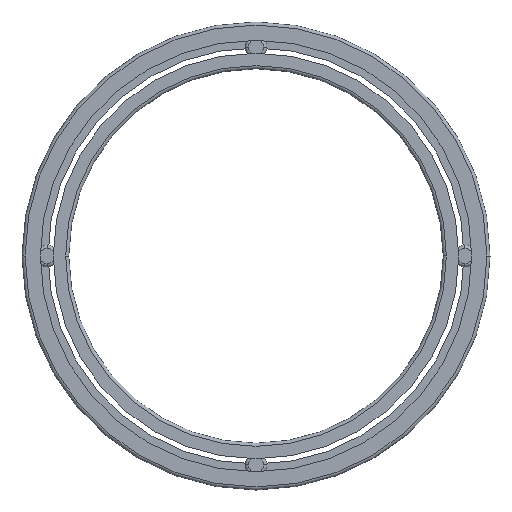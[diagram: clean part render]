
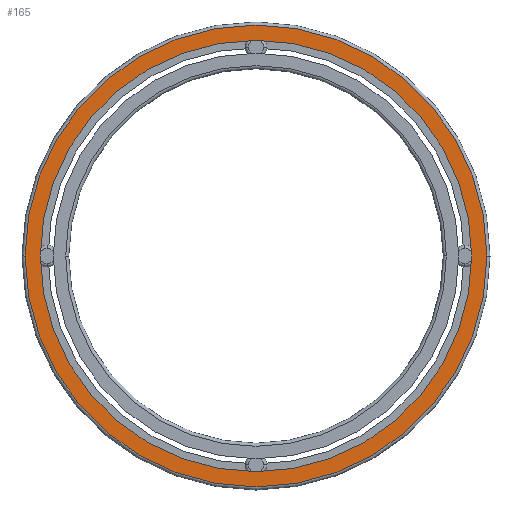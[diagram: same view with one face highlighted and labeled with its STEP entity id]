
A CAD part, left-side view. The second image highlights one B-rep face of the part: STEP entity #165.
In plain terms, the highlighted planar face has unit normal (-1, 0, 0).
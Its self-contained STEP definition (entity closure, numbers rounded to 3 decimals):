
#165=ADVANCED_FACE('',(#390,#391),#392,.T.);
#390=FACE_OUTER_BOUND('',#687,.T.);
#391=FACE_BOUND('',#688,.T.);
#392=PLANE('',#689);
#687=EDGE_LOOP('',(#1072,#1073));
#688=EDGE_LOOP('',(#1074,#1075));
#689=AXIS2_PLACEMENT_3D('',#1076,#1077,#1078);
#1072=ORIENTED_EDGE('',*,*,#1682,.T.);
#1073=ORIENTED_EDGE('',*,*,#1622,.T.);
#1074=ORIENTED_EDGE('',*,*,#1660,.F.);
#1075=ORIENTED_EDGE('',*,*,#1658,.F.);
#1076=CARTESIAN_POINT('',(0.0,0.,143.125));
#1077=DIRECTION('',(-1.0,0.0,0.0));
#1078=DIRECTION('',(0.0,0.0,1.0));
#1622=EDGE_CURVE('',#1901,#1907,#1909,.T.);
#1658=EDGE_CURVE('',#1968,#1964,#1970,.T.);
#1660=EDGE_CURVE('',#1964,#1968,#1972,.T.);
#1682=EDGE_CURVE('',#1907,#1901,#1994,.T.);
#1901=VERTEX_POINT('',#2306);
#1907=VERTEX_POINT('',#2312);
#1909=CIRCLE('',#2314,148.0);
#1964=VERTEX_POINT('',#2377);
#1968=VERTEX_POINT('',#2382);
#1970=CIRCLE('',#2385,138.25);
#1972=CIRCLE('',#2387,138.25);
#1994=CIRCLE('',#2409,148.0);
#2306=CARTESIAN_POINT('',(0.0,-148.0,0.));
#2312=CARTESIAN_POINT('',(0.0,148.0,0.));
#2314=AXIS2_PLACEMENT_3D('',#2757,#2758,#2759);
#2377=CARTESIAN_POINT('',(0.0,0.,138.25));
#2382=CARTESIAN_POINT('',(0.0,0.,-138.25));
#2385=AXIS2_PLACEMENT_3D('',#2824,#2825,#2826);
#2387=AXIS2_PLACEMENT_3D('',#2827,#2828,#2829);
#2409=AXIS2_PLACEMENT_3D('',#2860,#2861,#2862);
#2757=CARTESIAN_POINT('',(0.0,0.0,0.0));
#2758=DIRECTION('',(-1.0,0.0,0.0));
#2759=DIRECTION('',(0.0,0.,1.0));
#2824=CARTESIAN_POINT('',(0.0,0.0,0.0));
#2825=DIRECTION('',(-1.0,0.0,0.0));
#2826=DIRECTION('',(0.0,0.,1.0));
#2827=CARTESIAN_POINT('',(0.0,0.0,0.0));
#2828=DIRECTION('',(-1.0,0.0,0.0));
#2829=DIRECTION('',(0.0,0.,1.0));
#2860=CARTESIAN_POINT('',(0.0,0.0,0.0));
#2861=DIRECTION('',(-1.0,0.0,0.0));
#2862=DIRECTION('',(0.0,0.,1.0));
